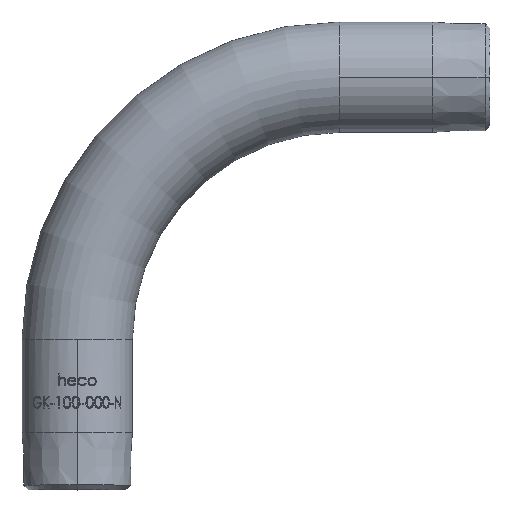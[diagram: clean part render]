
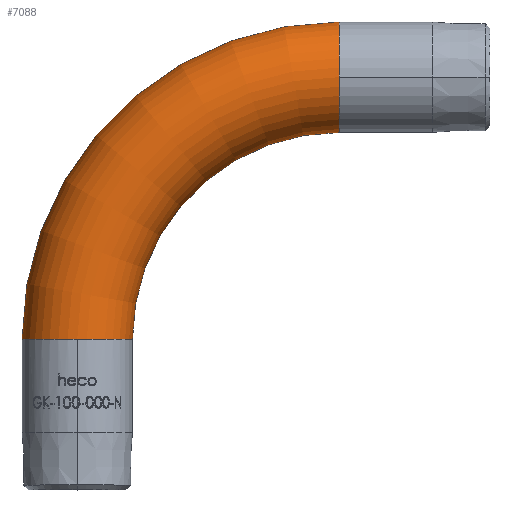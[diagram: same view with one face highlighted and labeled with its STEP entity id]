
A CAD part, top view. The second image highlights one B-rep face of the part: STEP entity #7088.
In plain terms, the highlighted toroidal (fillet/blend) face has major radius 80 mm and minor radius 16.85 mm.
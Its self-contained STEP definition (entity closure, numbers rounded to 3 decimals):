
#778 = CARTESIAN_POINT ( 'NONE',  ( 0., -80., 16.85 ) ) ;
#1167 = VERTEX_POINT ( 'NONE', #778 ) ;
#2096 = DIRECTION ( 'NONE',  ( 0., -1., 0. ) ) ;
#2514 = DIRECTION ( 'NONE',  ( 0., 0., 1. ) ) ;
#2739 = AXIS2_PLACEMENT_3D ( 'NONE', #14571, #4987, #16181 ) ;
#3216 = EDGE_LOOP ( 'NONE', ( #12931, #15218, #3832, #23275, #22851, #22675 ) ) ;
#3790 = TOROIDAL_SURFACE ( 'NONE', #11690, 80., 16.85 ) ;
#3832 = ORIENTED_EDGE ( 'NONE', *, *, #5113, .F. ) ;
#4902 = DIRECTION ( 'NONE',  ( 0., 0., 1. ) ) ;
#4987 = DIRECTION ( 'NONE',  ( -1., 0., 0. ) ) ;
#5113 = EDGE_CURVE ( 'NONE', #1167, #17274, #18274, .T. ) ;
#5518 = CIRCLE ( 'NONE', #8814, 16.85 ) ;
#5558 = DIRECTION ( 'NONE',  ( 0., 0., 1. ) ) ;
#6486 = CARTESIAN_POINT ( 'NONE',  ( 80., -80., 0. ) ) ;
#7088 = ADVANCED_FACE ( 'NONE', ( #24219 ), #3790, .T. ) ;
#7588 = AXIS2_PLACEMENT_3D ( 'NONE', #8088, #10172, #2514 ) ;
#7604 = DIRECTION ( 'NONE',  ( 1., 0., 0. ) ) ;
#8088 = CARTESIAN_POINT ( 'NONE',  ( 0., -80., 0. ) ) ;
#8429 = DIRECTION ( 'NONE',  ( 0., 0., 1. ) ) ;
#8814 = AXIS2_PLACEMENT_3D ( 'NONE', #22543, #18695, #19040 ) ;
#9604 = CARTESIAN_POINT ( 'NONE',  ( 0., -80., 0. ) ) ;
#10162 = CIRCLE ( 'NONE', #21408, 96.85 ) ;
#10172 = DIRECTION ( 'NONE',  ( 0., -1., 0. ) ) ;
#10266 = EDGE_CURVE ( 'NONE', #11937, #19746, #5518, .T. ) ;
#10365 = VERTEX_POINT ( 'NONE', #15497 ) ;
#11690 = AXIS2_PLACEMENT_3D ( 'NONE', #19074, #5558, #7604 ) ;
#11937 = VERTEX_POINT ( 'NONE', #14053 ) ;
#12931 = ORIENTED_EDGE ( 'NONE', *, *, #10266, .T. ) ;
#13146 = EDGE_CURVE ( 'NONE', #10365, #1167, #23654, .T. ) ;
#14053 = CARTESIAN_POINT ( 'NONE',  ( 80., 0., 16.85 ) ) ;
#14414 = AXIS2_PLACEMENT_3D ( 'NONE', #9604, #2096, #15532 ) ;
#14489 = DIRECTION ( 'NONE',  ( 1., 0., 0. ) ) ;
#14513 = AXIS2_PLACEMENT_3D ( 'NONE', #16439, #4902, #14489 ) ;
#14571 = CARTESIAN_POINT ( 'NONE',  ( 80., 0., 0. ) ) ;
#15218 = ORIENTED_EDGE ( 'NONE', *, *, #16169, .T. ) ;
#15497 = CARTESIAN_POINT ( 'NONE',  ( 16.85, -80., 0. ) ) ;
#15532 = DIRECTION ( 'NONE',  ( 0., 0., 1. ) ) ;
#16169 = EDGE_CURVE ( 'NONE', #19746, #17274, #10162, .T. ) ;
#16181 = DIRECTION ( 'NONE',  ( 0., 0., 1. ) ) ;
#16439 = CARTESIAN_POINT ( 'NONE',  ( 80., -80., 0. ) ) ;
#16985 = CARTESIAN_POINT ( 'NONE',  ( 80., -16.85, 0. ) ) ;
#17274 = VERTEX_POINT ( 'NONE', #18006 ) ;
#17483 = EDGE_CURVE ( 'NONE', #20023, #11937, #24502, .T. ) ;
#17831 = CIRCLE ( 'NONE', #14513, 63.15 ) ;
#18006 = CARTESIAN_POINT ( 'NONE',  ( -16.85, -80., 0. ) ) ;
#18274 = CIRCLE ( 'NONE', #14414, 16.85 ) ;
#18695 = DIRECTION ( 'NONE',  ( -1., 0., 0. ) ) ;
#19040 = DIRECTION ( 'NONE',  ( 0., 0., 1. ) ) ;
#19074 = CARTESIAN_POINT ( 'NONE',  ( 80., -80., 0. ) ) ;
#19249 = CARTESIAN_POINT ( 'NONE',  ( 80., 16.85, 0. ) ) ;
#19746 = VERTEX_POINT ( 'NONE', #19249 ) ;
#20023 = VERTEX_POINT ( 'NONE', #16985 ) ;
#20395 = EDGE_CURVE ( 'NONE', #20023, #10365, #17831, .T. ) ;
#21408 = AXIS2_PLACEMENT_3D ( 'NONE', #6486, #8429, #21826 ) ;
#21826 = DIRECTION ( 'NONE',  ( 1., 0., 0. ) ) ;
#22543 = CARTESIAN_POINT ( 'NONE',  ( 80., 0., 0. ) ) ;
#22675 = ORIENTED_EDGE ( 'NONE', *, *, #17483, .T. ) ;
#22851 = ORIENTED_EDGE ( 'NONE', *, *, #20395, .F. ) ;
#23275 = ORIENTED_EDGE ( 'NONE', *, *, #13146, .F. ) ;
#23654 = CIRCLE ( 'NONE', #7588, 16.85 ) ;
#24219 = FACE_OUTER_BOUND ( 'NONE', #3216, .T. ) ;
#24502 = CIRCLE ( 'NONE', #2739, 16.85 ) ;
